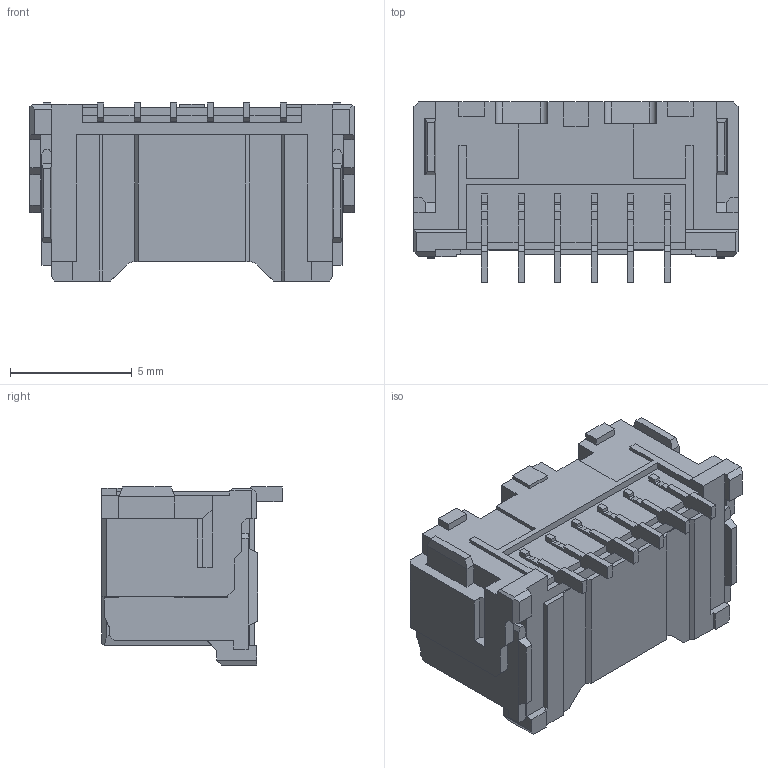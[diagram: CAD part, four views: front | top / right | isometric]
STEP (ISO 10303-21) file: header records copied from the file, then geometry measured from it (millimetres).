
FILE_DESCRIPTION( ( 'STEP AP214' ), '1' );
FILE_NAME( 'psolqas_13988_12.stp', '2020-05-06T19:34:28', ( 'License CC BY-ND 4.0' ), ( 'CADENAS' ), ' ', 'PARTsolutions', ' ' );
FILE_SCHEMA( ( 'AUTOMOTIVE_DESIGN { 1 0 10303 214 1 1 1 1 }' ) );
Length unit declared in the file: metre
Products named in the file (1): 1
Bounding box: 13.3 x 7.4 x 7.3 mm (x, y, z)
Volume: 258.7 mm3; surface area: 750.6 mm2
Topology: 1 solids, 1 shells, 512 faces, 1495 edges, 978 vertices
Faces by surface type: plane 454, cylinder 58
Entity records: 16712 total; most frequent: CARTESIAN_POINT 3088, ORIENTED_EDGE 2990, DIRECTION 2607, EDGE_CURVE 1495, LINE 1373, VECTOR 1373, VERTEX_POINT 978, AXIS2_PLACEMENT_3D 617
